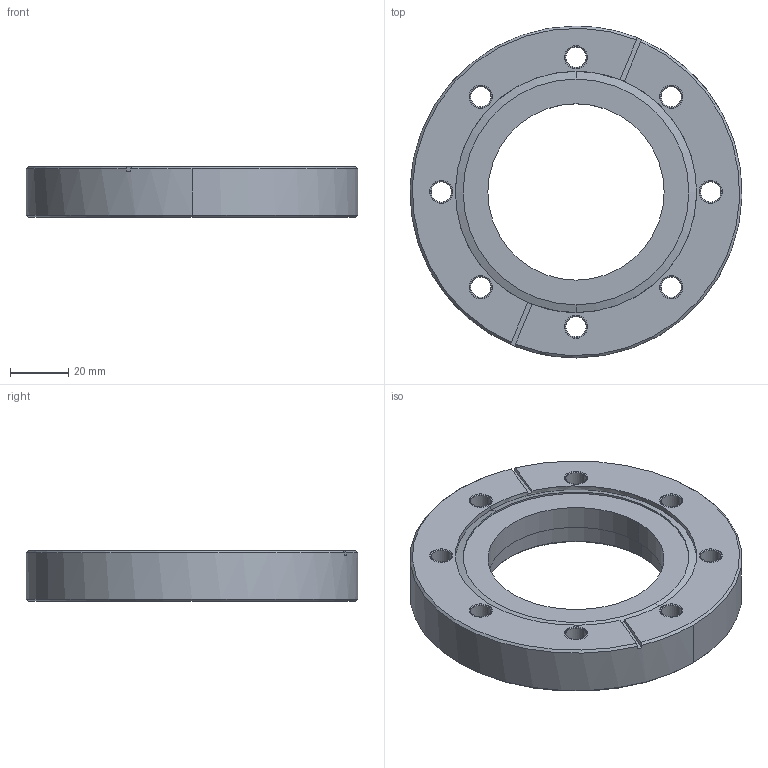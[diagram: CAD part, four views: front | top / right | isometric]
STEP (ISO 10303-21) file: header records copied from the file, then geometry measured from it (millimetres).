
FILE_DESCRIPTION((''),'2;1');
FILE_NAME('130021','2004-03-10T',('Rmunns'),(''),'PRO/ENGINEER BY PARAMETRIC TECHNOLOGY CORPORATION, 2001150','PRO/ENGINEER BY PARAMETRIC TECHNOLOGY CORPORATION, 2001150','');
FILE_SCHEMA(('CONFIG_CONTROL_DESIGN'));
Length unit declared in the file: inch
Products named in the file (1): 130021
Bounding box: 113.54 x 113.54 x 17.27 mm (x, y, z)
Volume: 114304.6 mm3; surface area: 29880.4 mm2
Topology: 1 solids, 9 shells, 93 faces, 230 edges, 140 vertices
Faces by surface type: cylinder 42, cone 40, plane 11
Entity records: 2847 total; most frequent: DIRECTION 536, CARTESIAN_POINT 496, ORIENTED_EDGE 428, EDGE_CURVE 230, AXIS2_PLACEMENT_3D 220, VERTEX_POINT 140, CIRCLE 126, EDGE_LOOP 112
